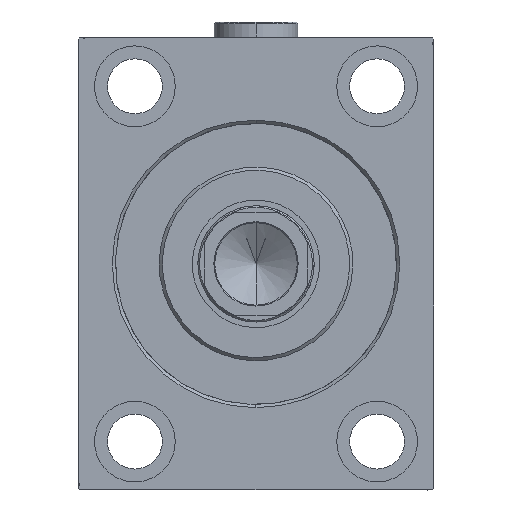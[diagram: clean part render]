
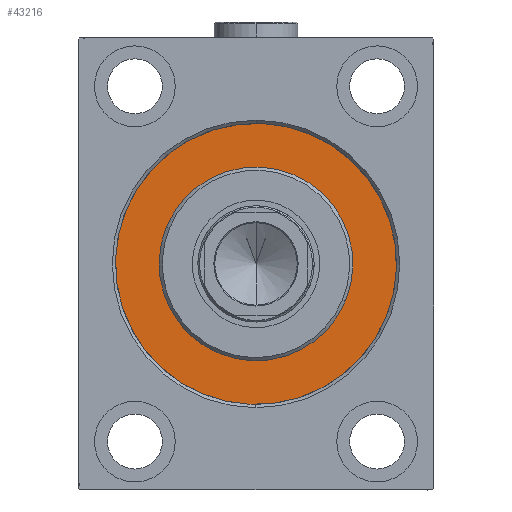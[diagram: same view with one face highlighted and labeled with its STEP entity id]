
A CAD part, left-side view. The second image highlights one B-rep face of the part: STEP entity #43216.
In plain terms, the highlighted face is planar.
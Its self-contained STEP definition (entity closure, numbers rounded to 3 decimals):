
#113 = DIRECTION ( 'NONE',  ( 1., 0., 0. ) ) ;
#2219 = DIRECTION ( 'NONE',  ( 0., 0., 1. ) ) ;
#2390 = EDGE_CURVE ( 'NONE', #3528, #32410, #38963, .T. ) ;
#2740 = CIRCLE ( 'NONE', #18766, 43.5 ) ;
#2759 = ORIENTED_EDGE ( 'NONE', *, *, #40984, .F. ) ;
#3528 = VERTEX_POINT ( 'NONE', #43322 ) ;
#5265 = CARTESIAN_POINT ( 'NONE',  ( 0., 0., 0. ) ) ;
#7482 = EDGE_CURVE ( 'NONE', #37596, #10097, #42739, .T. ) ;
#8114 = CARTESIAN_POINT ( 'NONE',  ( 0., 0., 0. ) ) ;
#10097 = VERTEX_POINT ( 'NONE', #23740 ) ;
#11059 = DIRECTION ( 'NONE',  ( 0., 0., -1. ) ) ;
#12765 = ORIENTED_EDGE ( 'NONE', *, *, #7482, .F. ) ;
#13373 = EDGE_CURVE ( 'NONE', #32410, #3528, #2740, .T. ) ;
#13497 = EDGE_LOOP ( 'NONE', ( #20701, #38596 ) ) ;
#14066 = EDGE_LOOP ( 'NONE', ( #2759, #12765 ) ) ;
#14478 = CARTESIAN_POINT ( 'NONE',  ( 0., 0., 0. ) ) ;
#15906 = CARTESIAN_POINT ( 'NONE',  ( 0., 0., 0. ) ) ;
#17948 = DIRECTION ( 'NONE',  ( 1., 0., 0. ) ) ;
#18766 = AXIS2_PLACEMENT_3D ( 'NONE', #8114, #39571, #25671 ) ;
#19184 = DIRECTION ( 'NONE',  ( 0., 0., 1. ) ) ;
#19592 = CARTESIAN_POINT ( 'NONE',  ( 0., 0., -30. ) ) ;
#20701 = ORIENTED_EDGE ( 'NONE', *, *, #2390, .F. ) ;
#21643 = AXIS2_PLACEMENT_3D ( 'NONE', #14478, #113, #11059 ) ;
#23573 = CIRCLE ( 'NONE', #44717, 30. ) ;
#23740 = CARTESIAN_POINT ( 'NONE',  ( 0., 0., 30. ) ) ;
#25578 = DIRECTION ( 'NONE',  ( -1., 0., 0. ) ) ;
#25671 = DIRECTION ( 'NONE',  ( 0., 0., 1. ) ) ;
#25949 = FACE_OUTER_BOUND ( 'NONE', #13497, .T. ) ;
#27146 = AXIS2_PLACEMENT_3D ( 'NONE', #15906, #29820, #2219 ) ;
#29348 = CARTESIAN_POINT ( 'NONE',  ( 0., 0., 43.5 ) ) ;
#29820 = DIRECTION ( 'NONE',  ( -1., 0., 0. ) ) ;
#30490 = FACE_BOUND ( 'NONE', #14066, .T. ) ;
#31626 = CARTESIAN_POINT ( 'NONE',  ( 0., 0., 0. ) ) ;
#32410 = VERTEX_POINT ( 'NONE', #29348 ) ;
#34837 = DIRECTION ( 'NONE',  ( 0., 0., -1. ) ) ;
#37596 = VERTEX_POINT ( 'NONE', #19592 ) ;
#38234 = AXIS2_PLACEMENT_3D ( 'NONE', #5265, #25578, #19184 ) ;
#38596 = ORIENTED_EDGE ( 'NONE', *, *, #13373, .F. ) ;
#38963 = CIRCLE ( 'NONE', #38234, 43.5 ) ;
#39571 = DIRECTION ( 'NONE',  ( -1., 0., 0. ) ) ;
#39852 = PLANE ( 'NONE',  #27146 ) ;
#40984 = EDGE_CURVE ( 'NONE', #10097, #37596, #23573, .T. ) ;
#42739 = CIRCLE ( 'NONE', #21643, 30. ) ;
#43216 = ADVANCED_FACE ( 'NONE', ( #30490, #25949 ), #39852, .F. ) ;
#43322 = CARTESIAN_POINT ( 'NONE',  ( 0., 0., -43.5 ) ) ;
#44717 = AXIS2_PLACEMENT_3D ( 'NONE', #31626, #17948, #34837 ) ;
